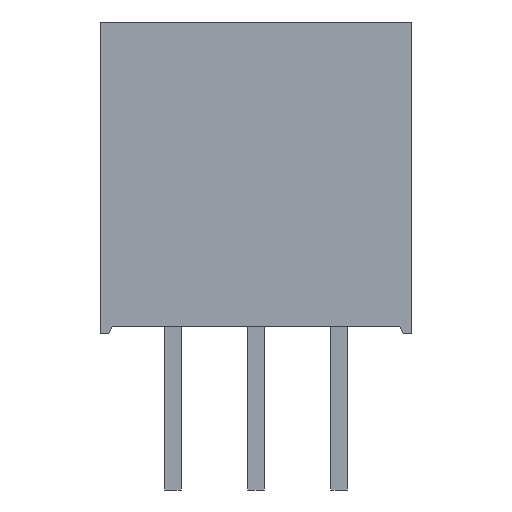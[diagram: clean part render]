
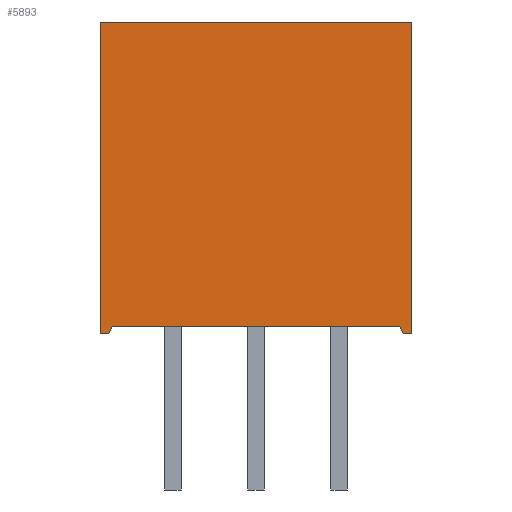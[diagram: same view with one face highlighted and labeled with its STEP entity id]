
A CAD part, front view. The second image highlights one B-rep face of the part: STEP entity #5893.
In plain terms, the highlighted planar face has unit normal (0, -1, 0).
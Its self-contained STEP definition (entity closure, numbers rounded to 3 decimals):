
#57=LINE('',#7404,#375);
#66=LINE('',#7706,#384);
#115=LINE('',#8264,#433);
#117=LINE('',#8268,#435);
#119=LINE('',#8272,#437);
#121=LINE('',#8276,#439);
#122=LINE('',#8278,#440);
#123=LINE('',#8280,#441);
#375=VECTOR('',#6380,1000.);
#384=VECTOR('',#6395,1000.);
#433=VECTOR('',#6454,1000.);
#435=VECTOR('',#6458,1000.);
#437=VECTOR('',#6462,1000.);
#439=VECTOR('',#6466,1000.);
#440=VECTOR('',#6469,1000.);
#441=VECTOR('',#6472,1000.);
#925=ORIENTED_EDGE('',*,*,#2170,.T.);
#926=ORIENTED_EDGE('',*,*,#2172,.T.);
#927=ORIENTED_EDGE('',*,*,#2003,.T.);
#928=ORIENTED_EDGE('',*,*,#2174,.T.);
#929=ORIENTED_EDGE('',*,*,#2176,.T.);
#930=ORIENTED_EDGE('',*,*,#2177,.T.);
#931=ORIENTED_EDGE('',*,*,#2068,.T.);
#932=ORIENTED_EDGE('',*,*,#2178,.T.);
#2003=EDGE_CURVE('',#2639,#2638,#57,.T.);
#2068=EDGE_CURVE('',#2704,#2703,#66,.T.);
#2170=EDGE_CURVE('',#2803,#2802,#115,.T.);
#2172=EDGE_CURVE('',#2802,#2639,#117,.T.);
#2174=EDGE_CURVE('',#2638,#2804,#119,.T.);
#2176=EDGE_CURVE('',#2804,#2805,#121,.T.);
#2177=EDGE_CURVE('',#2805,#2704,#122,.T.);
#2178=EDGE_CURVE('',#2703,#2803,#123,.T.);
#2638=VERTEX_POINT('',#7403);
#2639=VERTEX_POINT('',#7405);
#2703=VERTEX_POINT('',#7705);
#2704=VERTEX_POINT('',#7707);
#2802=VERTEX_POINT('',#8263);
#2803=VERTEX_POINT('',#8265);
#2804=VERTEX_POINT('',#8271);
#2805=VERTEX_POINT('',#8275);
#3371=EDGE_LOOP('',(#925,#926,#927,#928,#929,#930,#931,#932));
#3659=FACE_BOUND('',#3371,.T.);
#3915=PLANE('',#6152);
#5893=ADVANCED_FACE('',(#3659),#3915,.T.);
#6152=AXIS2_PLACEMENT_3D('',#8281,#6473,#6474);
#6380=DIRECTION('',(-1.,0.,0.));
#6395=DIRECTION('',(1.,0.,0.));
#6454=DIRECTION('',(1.,0.,0.));
#6458=DIRECTION('',(0.,0.,1.));
#6462=DIRECTION('',(0.,0.,-1.));
#6466=DIRECTION('',(1.,0.,0.));
#6469=DIRECTION('',(0.5,0.,0.866));
#6472=DIRECTION('',(0.5,0.,-0.866));
#6473=DIRECTION('',(0.,-1.,0.));
#6474=DIRECTION('',(0.,0.,-1.));
#7403=CARTESIAN_POINT('',(-4.76,-4.83,4.76));
#7404=CARTESIAN_POINT('',(4.76,-4.83,4.76));
#7405=CARTESIAN_POINT('',(4.76,-4.83,4.76));
#7705=CARTESIAN_POINT('',(4.385,-4.83,-4.543));
#7706=CARTESIAN_POINT('',(4.385,-4.83,-4.543));
#7707=CARTESIAN_POINT('',(-4.385,-4.83,-4.543));
#8263=CARTESIAN_POINT('',(4.76,-4.83,-4.76));
#8264=CARTESIAN_POINT('',(4.76,-4.83,-4.76));
#8265=CARTESIAN_POINT('',(4.51,-4.83,-4.76));
#8268=CARTESIAN_POINT('',(4.76,-4.83,-4.76));
#8271=CARTESIAN_POINT('',(-4.76,-4.83,-4.76));
#8272=CARTESIAN_POINT('',(-4.76,-4.83,4.76));
#8275=CARTESIAN_POINT('',(-4.51,-4.83,-4.76));
#8276=CARTESIAN_POINT('',(-4.76,-4.83,-4.76));
#8278=CARTESIAN_POINT('',(-4.51,-4.83,-4.76));
#8280=CARTESIAN_POINT('',(4.51,-4.83,-4.76));
#8281=CARTESIAN_POINT('',(0.,-4.83,0.));
